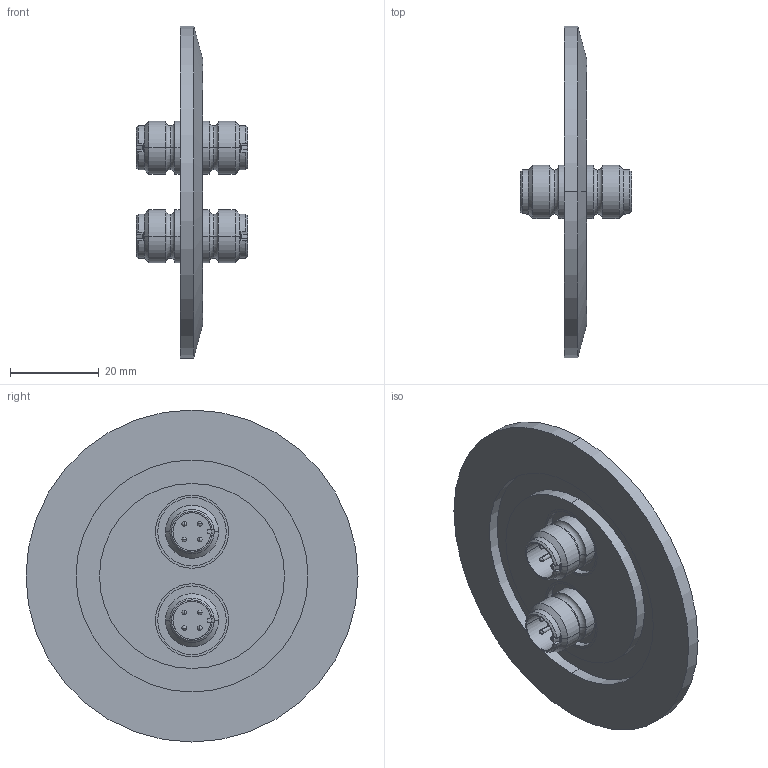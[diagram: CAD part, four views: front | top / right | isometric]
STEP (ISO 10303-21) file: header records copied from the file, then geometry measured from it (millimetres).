
FILE_DESCRIPTION (( 'STEP AP214' ), '1' );
FILE_NAME ('220-M12X4-K50-2.STEP', '2017-02-09T14:49:24', ( 'allectra' ), ( 'Microsoft' ), 'SwSTEP 2.0', 'SolidWorks 2014', '' );
FILE_SCHEMA (( 'AUTOMOTIVE_DESIGN' ));
Length unit declared in the file: millimetre
Products named in the file (16): 9220-PIN-FENI; 9220-M12x4-W; 9431-KF50-16.5-2; 220-M12X4-K50-2; 9220-M12x4-GLASS-W_220-M12X4; 9220-PIN-FENI_pin vergd; 9220-M12x4-W_Bohrung 1mm; 9431-KF50-16.5-2_DN50 KF
Assembly tree (8 placements, depth 3):
  9220-PIN-FENI
  9220-M12x4-W
  9431-KF50-16.5-2
  220-M12X4-K50-2
    9431-KF50-16.5-2_DN50 KF
    9220-M12x4-GLASS-W_220-M12X4  x2
      9220-M12x4-W_Bohrung 1mm
      9220-PIN-FENI_pin vergd
  9220-PIN-FENI
Bounding box: 25.1 x 75 x 75 mm (x, y, z)
Volume: 19796 mm3; surface area: 14879.4 mm2
Topology: 11 solids, 11 shells, 208 faces, 526 edges, 316 vertices
Faces by surface type: cylinder 82, plane 42, sphere 32, cone 28, torus 24
Entity records: 3154 total; most frequent: CARTESIAN_POINT 560, DIRECTION 547, ORIENTED_EDGE 444, AXIS2_PLACEMENT_3D 238, EDGE_CURVE 222, VERTEX_POINT 139, CIRCLE 131, EDGE_LOOP 111
